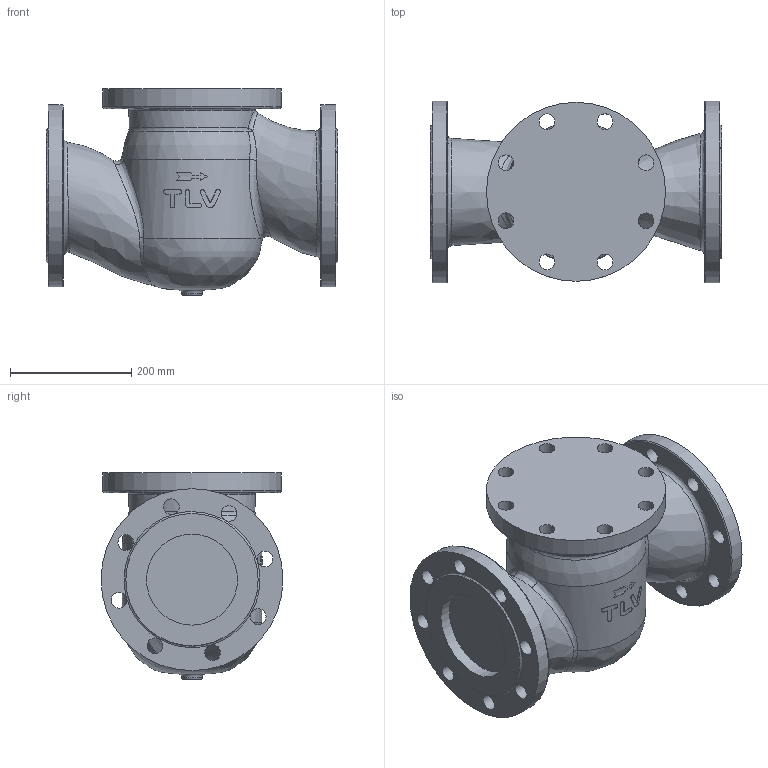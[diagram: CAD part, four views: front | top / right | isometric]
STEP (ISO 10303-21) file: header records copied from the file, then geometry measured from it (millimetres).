
FILE_DESCRIPTION(/* description */ (''),/* implementation_level */ '2;1');
FILE_NAME(/* name */ 'rct2d-150-e0025-00.stp',/* time_stamp */ '2018-11-13T07:34:05+09:00',/* author */ ('nakaot'),/* organization */ (''),/* preprocessor_version */ 'ST-DEVELOPER v15.6',/* originating_system */ 'Autodesk Inventor 2015',/* authorisation */ '');
FILE_SCHEMA (('CONFIG_CONTROL_DESIGN'));
Length unit declared in the file: millimetre
Products named in the file (1): rct2d-150-e0025-00
Bounding box: 480 x 300 x 340 mm (x, y, z)
Volume: 21348103.4 mm3; surface area: 761563.5 mm2
Topology: 1 solids, 1 shells, 115 faces, 323 edges, 206 vertices
Faces by surface type: bspline 39, cylinder 37, plane 28, torus 9, cone 1, sphere 1
Full cylindrical faces by diameter (mm): 26 x24, 34 x1, 150 x2, 295 x1, 300 x2
Entity records: 5956 total; most frequent: CARTESIAN_POINT 3381, ORIENTED_EDGE 516, DIRECTION 460, EDGE_CURVE 258, AXIS2_PLACEMENT_3D 206, EDGE_LOOP 197, VERTEX_POINT 179, CIRCLE 129
